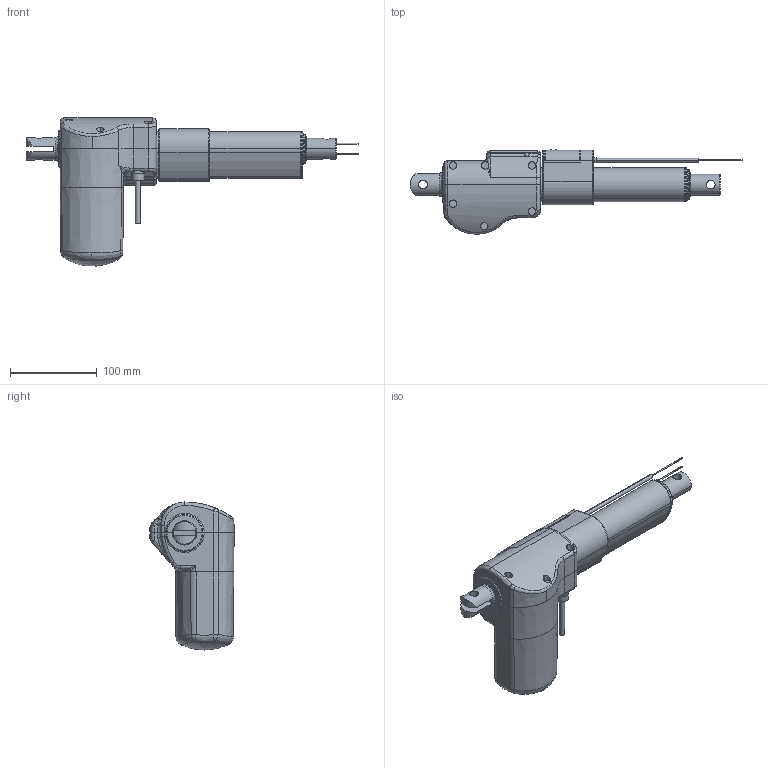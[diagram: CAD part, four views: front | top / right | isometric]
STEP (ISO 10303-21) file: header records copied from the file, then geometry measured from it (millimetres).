
FILE_DESCRIPTION (( 'STEP AP214' ), '1' );
FILE_NAME ('PA-QR1.STEP', '2021-11-05T21:13:01', ( '' ), ( '' ), 'SwSTEP 2.0', 'SolidWorks 2020', '' );
FILE_SCHEMA (( 'AUTOMOTIVE_DESIGN' ));
Length unit declared in the file: millimetre
Products named in the file (16): PRT0093_1^PA-QR1(2)_PA-QR1; PRT0087_AF0_1^PA-QR1(2)_PA-QR1; PRT0096_AF1_3^PA-QR1(2)_PA-QR1; PRT0095_8^PA-QR1(2)_PA-QR1; 01_AF0_3^AF1_ASM_1_ASM_PA-QR1(2)_PA-QR1; PRT0079_AF0_2^PA-QR1(2)_PA-QR1; PA-QR1(2)^PA-QR1; 02_AF0_2^AF1_ASM_1_ASM_PA-QR1(2)_PA-QR1; PRT0049_AF0_7^PA-QR1(2)_PA-QR1; AF1_3^ASM0008_AF0_ASM_9_ASM_PA-QR1(2)_PA-QR1; PRT0084_AF0_7^PA-QR1(2)_PA-QR1; ASM0008_AF0_ASM_9_ASM^PA-QR1(2)_PA-QR1; PA-QR1; 2^PA-QR1(2)_PA-QR1; AF1_ASM_1_ASM^PA-QR1(2)_PA-QR1; PRT0088_AF0_1^PA-QR1(2)_PA-QR1
Assembly tree (16 placements, depth 4):
  PA-QR1
    PA-QR1(2)^PA-QR1
      ASM0008_AF0_ASM_9_ASM^PA-QR1(2)_PA-QR1
        AF1_3^ASM0008_AF0_ASM_9_ASM_PA-QR1(2)_PA-QR1
      AF1_ASM_1_ASM^PA-QR1(2)_PA-QR1
        01_AF0_3^AF1_ASM_1_ASM_PA-QR1(2)_PA-QR1
        02_AF0_2^AF1_ASM_1_ASM_PA-QR1(2)_PA-QR1
      PRT0049_AF0_7^PA-QR1(2)_PA-QR1
      PRT0079_AF0_2^PA-QR1(2)_PA-QR1
      PRT0084_AF0_7^PA-QR1(2)_PA-QR1
      PRT0087_AF0_1^PA-QR1(2)_PA-QR1
      PRT0088_AF0_1^PA-QR1(2)_PA-QR1
      PRT0093_1^PA-QR1(2)_PA-QR1  x2
      PRT0095_8^PA-QR1(2)_PA-QR1
      PRT0096_AF1_3^PA-QR1(2)_PA-QR1
      2^PA-QR1(2)_PA-QR1
Bounding box: 382 x 97 x 170.3 mm (x, y, z)
Volume: 1534279.6 mm3; surface area: 179068.1 mm2
Topology: 13 solids, 13 shells, 489 faces, 1150 edges, 710 vertices
Faces by surface type: cylinder 185, plane 125, torus 83, bspline 53, cone 34, sphere 9
Entity records: 20307 total; most frequent: CARTESIAN_POINT 9595, ORIENTED_EDGE 2172, DIRECTION 2085, EDGE_CURVE 1086, AXIS2_PLACEMENT_3D 866, VERTEX_POINT 672, EDGE_LOOP 482, FACE_OUTER_BOUND 457
